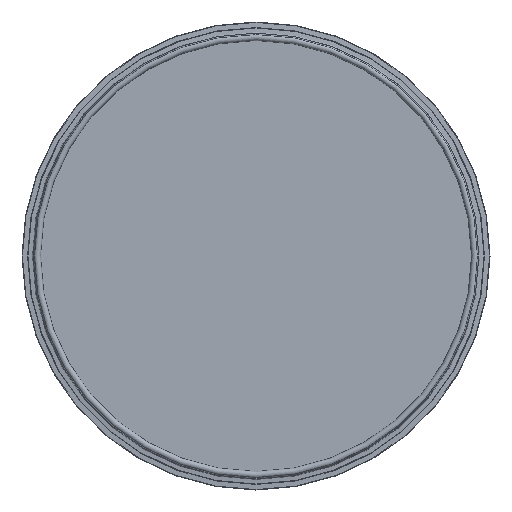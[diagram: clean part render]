
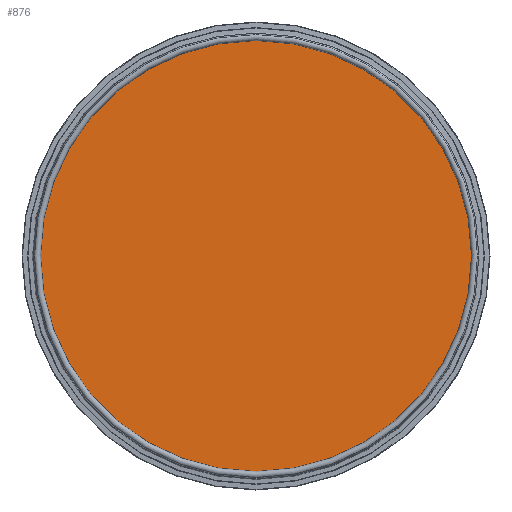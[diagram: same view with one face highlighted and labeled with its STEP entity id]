
A CAD part, front view. The second image highlights one B-rep face of the part: STEP entity #876.
In plain terms, the highlighted planar face has unit normal (0, -1, 0).
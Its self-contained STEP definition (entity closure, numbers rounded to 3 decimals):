
#165=FACE_OUTER_BOUND('',#218,.T.);
#218=EDGE_LOOP('',(#686));
#302=CIRCLE('',#1035,96.475);
#402=VERTEX_POINT('',#1601);
#506=EDGE_CURVE('',#402,#402,#302,.T.);
#686=ORIENTED_EDGE('',*,*,#506,.T.);
#851=PLANE('',#1034);
#876=ADVANCED_FACE('',(#165),#851,.F.);
#1034=AXIS2_PLACEMENT_3D('',#1600,#1272,#1273);
#1035=AXIS2_PLACEMENT_3D('',#1602,#1274,#1275);
#1272=DIRECTION('center_axis',(0.,1.,0.));
#1273=DIRECTION('ref_axis',(0.,0.,1.));
#1274=DIRECTION('center_axis',(0.,-1.,0.));
#1275=DIRECTION('ref_axis',(1.,0.,0.));
#1600=CARTESIAN_POINT('Origin',(48.238,54.4,0.));
#1601=CARTESIAN_POINT('',(0.,54.4,96.475));
#1602=CARTESIAN_POINT('Origin',(0.,54.4,0.));
